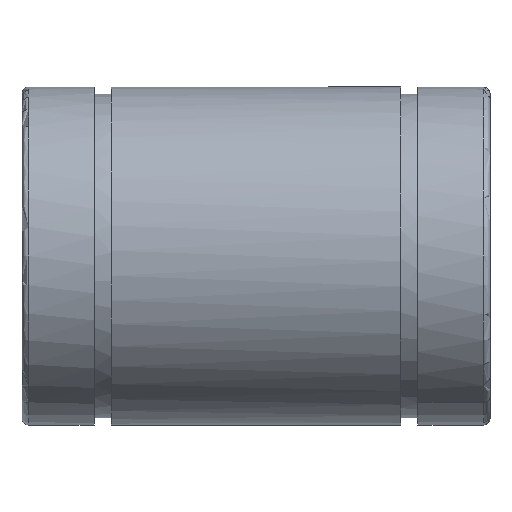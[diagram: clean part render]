
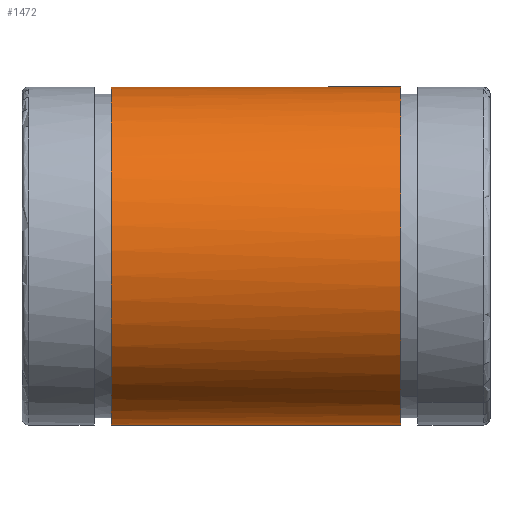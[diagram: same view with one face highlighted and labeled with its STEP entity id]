
A CAD part, front view. The second image highlights one B-rep face of the part: STEP entity #1472.
In plain terms, the highlighted cylindrical face has radius 13 mm (diameter 26 mm), a partial arc.
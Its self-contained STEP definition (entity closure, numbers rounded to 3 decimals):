
#1464=AXIS2_PLACEMENT_3D('Cylinder Axis2P3D',#1461,#1462,#1463) ;
#1316=CARTESIAN_POINT('Vertex',(29.15,0.,-13.)) ;
#1329=CARTESIAN_POINT('Vertex',(29.15,0.,13.)) ;
#1333=CARTESIAN_POINT('Control Point',(29.15,0.,-13.)) ;
#1334=CARTESIAN_POINT('Control Point',(29.15,-1.236,-13.)) ;
#1335=CARTESIAN_POINT('Control Point',(29.15,-2.473,-12.853)) ;
#1336=CARTESIAN_POINT('Control Point',(29.15,-3.686,-12.559)) ;
#1337=CARTESIAN_POINT('Control Point',(29.15,-6.019,-11.688)) ;
#1338=CARTESIAN_POINT('Control Point',(29.15,-8.083,-10.295)) ;
#1339=CARTESIAN_POINT('Control Point',(29.15,-9.027,-9.478)) ;
#1340=CARTESIAN_POINT('Control Point',(29.15,-10.702,-7.635)) ;
#1341=CARTESIAN_POINT('Control Point',(29.15,-11.899,-5.452)) ;
#1342=CARTESIAN_POINT('Control Point',(29.15,-12.365,-4.293)) ;
#1343=CARTESIAN_POINT('Control Point',(29.15,-13.011,-1.888)) ;
#1344=CARTESIAN_POINT('Control Point',(29.15,-13.075,0.601)) ;
#1345=CARTESIAN_POINT('Control Point',(29.15,-12.958,1.844)) ;
#1346=CARTESIAN_POINT('Control Point',(29.15,-12.432,4.278)) ;
#1347=CARTESIAN_POINT('Control Point',(29.15,-11.349,6.521)) ;
#1348=CARTESIAN_POINT('Control Point',(29.15,-10.676,7.572)) ;
#1349=CARTESIAN_POINT('Control Point',(29.15,-9.093,9.495)) ;
#1350=CARTESIAN_POINT('Control Point',(29.15,-7.104,10.993)) ;
#1351=CARTESIAN_POINT('Control Point',(29.15,-6.025,11.62)) ;
#1352=CARTESIAN_POINT('Control Point',(29.15,-4.188,12.411)) ;
#1353=CARTESIAN_POINT('Control Point',(29.15,-2.243,12.838)) ;
#1354=CARTESIAN_POINT('Control Point',(29.15,-1.499,12.946)) ;
#1355=CARTESIAN_POINT('Control Point',(29.15,-0.749,13.)) ;
#1356=CARTESIAN_POINT('Control Point',(29.15,0.,13.)) ;
#1398=CARTESIAN_POINT('Vertex',(6.85,0.,-13.)) ;
#1400=CARTESIAN_POINT('Vertex',(6.85,0.,13.)) ;
#1404=CARTESIAN_POINT('Control Point',(6.85,0.,13.)) ;
#1405=CARTESIAN_POINT('Control Point',(6.85,-1.236,13.)) ;
#1406=CARTESIAN_POINT('Control Point',(6.85,-2.473,12.853)) ;
#1407=CARTESIAN_POINT('Control Point',(6.85,-3.686,12.559)) ;
#1408=CARTESIAN_POINT('Control Point',(6.85,-6.019,11.688)) ;
#1409=CARTESIAN_POINT('Control Point',(6.85,-8.083,10.295)) ;
#1410=CARTESIAN_POINT('Control Point',(6.85,-9.027,9.478)) ;
#1411=CARTESIAN_POINT('Control Point',(6.85,-10.702,7.635)) ;
#1412=CARTESIAN_POINT('Control Point',(6.85,-11.899,5.452)) ;
#1413=CARTESIAN_POINT('Control Point',(6.85,-12.365,4.293)) ;
#1414=CARTESIAN_POINT('Control Point',(6.85,-13.011,1.888)) ;
#1415=CARTESIAN_POINT('Control Point',(6.85,-13.075,-0.601)) ;
#1416=CARTESIAN_POINT('Control Point',(6.85,-12.958,-1.844)) ;
#1417=CARTESIAN_POINT('Control Point',(6.85,-12.432,-4.278)) ;
#1418=CARTESIAN_POINT('Control Point',(6.85,-11.349,-6.521)) ;
#1419=CARTESIAN_POINT('Control Point',(6.85,-10.676,-7.572)) ;
#1420=CARTESIAN_POINT('Control Point',(6.85,-9.093,-9.495)) ;
#1421=CARTESIAN_POINT('Control Point',(6.85,-7.104,-10.993)) ;
#1422=CARTESIAN_POINT('Control Point',(6.85,-6.025,-11.62)) ;
#1423=CARTESIAN_POINT('Control Point',(6.85,-4.188,-12.411)) ;
#1424=CARTESIAN_POINT('Control Point',(6.85,-2.243,-12.838)) ;
#1425=CARTESIAN_POINT('Control Point',(6.85,-1.499,-12.946)) ;
#1426=CARTESIAN_POINT('Control Point',(6.85,-0.749,-13.)) ;
#1427=CARTESIAN_POINT('Control Point',(6.85,0.,-13.)) ;
#1443=CARTESIAN_POINT('Line Origine',(18.,0.,-13.)) ;
#1448=CARTESIAN_POINT('Line Origine',(18.,0.,13.)) ;
#1461=CARTESIAN_POINT('Axis2P3D Location',(18.,0.,0.)) ;
#1444=DIRECTION('Vector Direction',(1.,0.,0.)) ;
#1449=DIRECTION('Vector Direction',(1.,0.,0.)) ;
#1462=DIRECTION('Axis2P3D Direction',(1.,0.,0.)) ;
#1463=DIRECTION('Axis2P3D XDirection',(0.,0.,1.)) ;
#1445=VECTOR('Line Direction',#1444,1.) ;
#1450=VECTOR('Line Direction',#1449,1.) ;
#1467=ORIENTED_EDGE('',*,*,#1447,.T.) ;
#1468=ORIENTED_EDGE('',*,*,#1357,.T.) ;
#1469=ORIENTED_EDGE('',*,*,#1452,.T.) ;
#1470=ORIENTED_EDGE('',*,*,#1428,.T.) ;
#1472=ADVANCED_FACE('',(#1471),#1465,.T.) ;
#1332=B_SPLINE_CURVE_WITH_KNOTS('',5,(#1333,#1334,#1335,#1336,#1337,#1338,#1339,#1340,#1341,#1342,#1343,#1344,#1345,#1346,#1347,#1348,#1349,#1350,#1351,#1352,#1353,#1354,#1355,#1356),.UNSPECIFIED.,.F.,.U.,(6,3,3,3,3,3,3,6),(0.,8.743,17.486,26.229,34.972,43.715,52.457,57.757),.UNSPECIFIED.) ;
#1403=B_SPLINE_CURVE_WITH_KNOTS('',5,(#1404,#1405,#1406,#1407,#1408,#1409,#1410,#1411,#1412,#1413,#1414,#1415,#1416,#1417,#1418,#1419,#1420,#1421,#1422,#1423,#1424,#1425,#1426,#1427),.UNSPECIFIED.,.F.,.U.,(6,3,3,3,3,3,3,6),(0.,8.743,17.486,26.229,34.972,43.715,52.457,57.757),.UNSPECIFIED.) ;
#1465=CYLINDRICAL_SURFACE('generated cylinder',#1464,13.) ;
#1357=EDGE_CURVE('',#1317,#1330,#1332,.T.) ;
#1428=EDGE_CURVE('',#1401,#1399,#1403,.T.) ;
#1447=EDGE_CURVE('',#1399,#1317,#1446,.T.) ;
#1452=EDGE_CURVE('',#1330,#1401,#1451,.F.) ;
#1466=EDGE_LOOP('',(#1467,#1468,#1469,#1470)) ;
#1471=FACE_OUTER_BOUND('',#1466,.T.) ;
#1446=LINE('Line',#1443,#1445) ;
#1451=LINE('Line',#1448,#1450) ;
#1317=VERTEX_POINT('',#1316) ;
#1330=VERTEX_POINT('',#1329) ;
#1399=VERTEX_POINT('',#1398) ;
#1401=VERTEX_POINT('',#1400) ;
